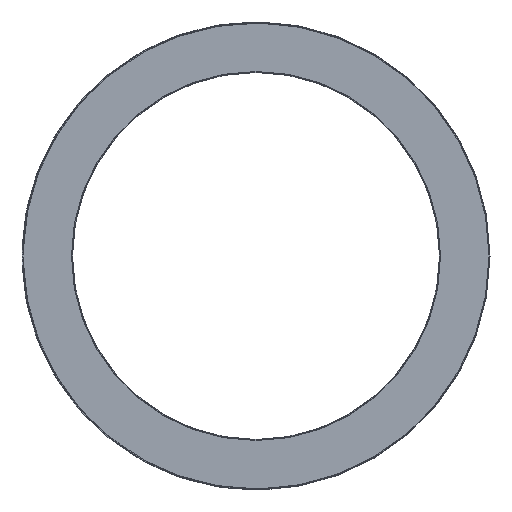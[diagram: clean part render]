
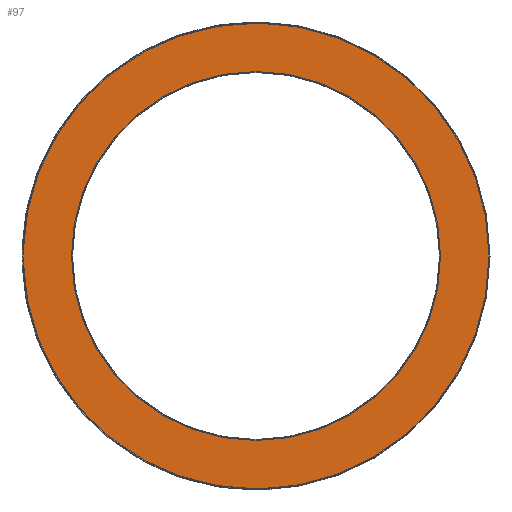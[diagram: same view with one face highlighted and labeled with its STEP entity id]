
A CAD part, top view. The second image highlights one B-rep face of the part: STEP entity #97.
In plain terms, the highlighted planar face has unit normal (0, -0.003, 1).
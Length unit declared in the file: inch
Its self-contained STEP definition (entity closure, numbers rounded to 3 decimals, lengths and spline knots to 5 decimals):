
#97=ADVANCED_FACE('',(#192,#193),#194,.T.);
#192=FACE_BOUND('',#282,.T.);
#193=FACE_OUTER_BOUND('',#283,.T.);
#194=PLANE('',#284);
#282=EDGE_LOOP('',(#494,#495));
#283=EDGE_LOOP('',(#496,#497));
#284=AXIS2_PLACEMENT_3D('',#498,#499,#500);
#494=ORIENTED_EDGE('',*,*,#591,.F.);
#495=ORIENTED_EDGE('',*,*,#599,.F.);
#496=ORIENTED_EDGE('',*,*,#579,.T.);
#497=ORIENTED_EDGE('',*,*,#595,.T.);
#498=CARTESIAN_POINT('',(-4.75494,0.28018,0.01063));
#499=DIRECTION('',(0.0,-0.003,1.));
#500=DIRECTION('',(-1.0,0.0,0.0));
#579=EDGE_CURVE('',#696,#700,#702,.T.);
#591=EDGE_CURVE('',#718,#721,#722,.T.);
#595=EDGE_CURVE('',#700,#696,#727,.T.);
#599=EDGE_CURVE('',#721,#718,#731,.T.);
#696=VERTEX_POINT('',#890);
#700=VERTEX_POINT('',#917);
#702=CIRCLE('',#920,2.51057);
#718=VERTEX_POINT('',#957);
#721=VERTEX_POINT('',#961);
#722=CIRCLE('',#962,1.98788);
#727=CIRCLE('',#968,2.51057);
#731=CIRCLE('',#994,1.98788);
#890=CARTESIAN_POINT('',(-5.01629,0.28018,0.01063));
#917=CARTESIAN_POINT('',(0.00485,0.28018,0.01063));
#920=AXIS2_PLACEMENT_3D('',#1112,#1113,#1114);
#957=CARTESIAN_POINT('',(-4.4936,0.28018,0.01063));
#961=CARTESIAN_POINT('',(-0.51784,0.28018,0.01063));
#962=AXIS2_PLACEMENT_3D('',#1126,#1127,#1128);
#968=AXIS2_PLACEMENT_3D('',#1133,#1134,#1135);
#994=AXIS2_PLACEMENT_3D('',#1139,#1140,#1141);
#1112=CARTESIAN_POINT('',(-2.50572,0.28018,0.01063));
#1113=DIRECTION('',(0.0,-0.003,1.));
#1114=DIRECTION('',(-1.0,0.0,0.0));
#1126=CARTESIAN_POINT('',(-2.50572,0.28018,0.01063));
#1127=DIRECTION('',(0.0,-0.003,1.));
#1128=DIRECTION('',(-1.0,0.0,0.0));
#1133=CARTESIAN_POINT('',(-2.50572,0.28018,0.01063));
#1134=DIRECTION('',(0.0,-0.003,1.));
#1135=DIRECTION('',(-1.0,0.0,0.0));
#1139=CARTESIAN_POINT('',(-2.50572,0.28018,0.01063));
#1140=DIRECTION('',(0.0,-0.003,1.));
#1141=DIRECTION('',(-1.0,0.0,0.0));
